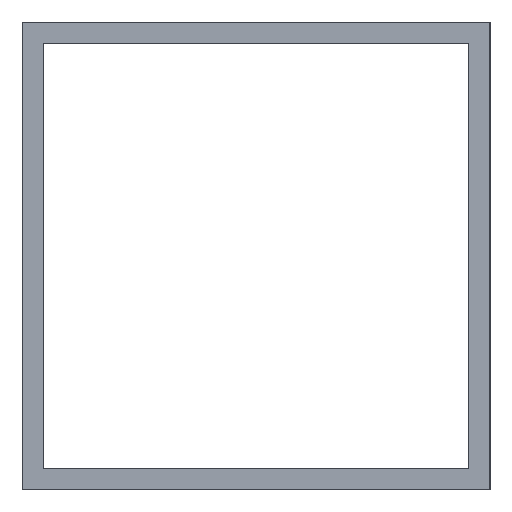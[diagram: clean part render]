
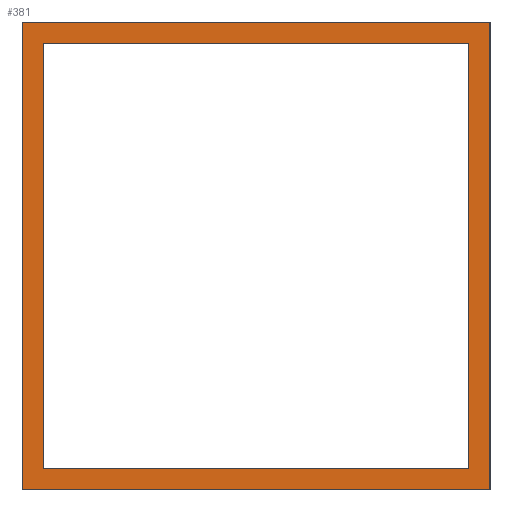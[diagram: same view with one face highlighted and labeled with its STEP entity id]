
A CAD part, left-side view. The second image highlights one B-rep face of the part: STEP entity #381.
In plain terms, the highlighted planar face has unit normal (-1, 0, 0).
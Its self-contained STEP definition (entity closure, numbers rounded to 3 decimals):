
#43=FACE_BOUND('',#80,.T.);
#61=FACE_OUTER_BOUND('',#79,.T.);
#79=EDGE_LOOP('',(#267,#268,#269,#270));
#80=EDGE_LOOP('',(#271,#272,#273,#274));
#115=LINE('',#571,#147);
#116=LINE('',#573,#148);
#117=LINE('',#575,#149);
#118=LINE('',#576,#150);
#119=LINE('',#579,#151);
#120=LINE('',#581,#152);
#121=LINE('',#583,#153);
#122=LINE('',#584,#154);
#147=VECTOR('',#461,10.);
#148=VECTOR('',#462,10.);
#149=VECTOR('',#463,10.);
#150=VECTOR('',#464,10.);
#151=VECTOR('',#465,10.);
#152=VECTOR('',#466,10.);
#153=VECTOR('',#467,10.);
#154=VECTOR('',#468,10.);
#179=VERTEX_POINT('',#569);
#180=VERTEX_POINT('',#570);
#181=VERTEX_POINT('',#572);
#182=VERTEX_POINT('',#574);
#183=VERTEX_POINT('',#577);
#184=VERTEX_POINT('',#578);
#185=VERTEX_POINT('',#580);
#186=VERTEX_POINT('',#582);
#215=EDGE_CURVE('',#179,#180,#115,.T.);
#216=EDGE_CURVE('',#180,#181,#116,.T.);
#217=EDGE_CURVE('',#181,#182,#117,.T.);
#218=EDGE_CURVE('',#182,#179,#118,.T.);
#219=EDGE_CURVE('',#183,#184,#119,.T.);
#220=EDGE_CURVE('',#184,#185,#120,.T.);
#221=EDGE_CURVE('',#185,#186,#121,.T.);
#222=EDGE_CURVE('',#186,#183,#122,.T.);
#267=ORIENTED_EDGE('',*,*,#215,.T.);
#268=ORIENTED_EDGE('',*,*,#216,.T.);
#269=ORIENTED_EDGE('',*,*,#217,.T.);
#270=ORIENTED_EDGE('',*,*,#218,.T.);
#271=ORIENTED_EDGE('',*,*,#219,.T.);
#272=ORIENTED_EDGE('',*,*,#220,.T.);
#273=ORIENTED_EDGE('',*,*,#221,.T.);
#274=ORIENTED_EDGE('',*,*,#222,.T.);
#371=PLANE('',#419);
#381=ADVANCED_FACE('',(#61,#43),#371,.T.);
#419=AXIS2_PLACEMENT_3D('',#568,#459,#460);
#459=DIRECTION('center_axis',(-1.,0.,0.));
#460=DIRECTION('ref_axis',(0.,0.,1.));
#461=DIRECTION('',(0.,-1.,0.));
#462=DIRECTION('',(0.,0.,1.));
#463=DIRECTION('',(0.,1.,0.));
#464=DIRECTION('',(0.,0.,-1.));
#465=DIRECTION('',(0.,0.,1.));
#466=DIRECTION('',(0.,-1.,0.));
#467=DIRECTION('',(0.,0.,-1.));
#468=DIRECTION('',(0.,1.,0.));
#568=CARTESIAN_POINT('Origin',(-399.996,50.,50.));
#569=CARTESIAN_POINT('',(-399.996,100.,0.));
#570=CARTESIAN_POINT('',(-399.996,0.,0.));
#571=CARTESIAN_POINT('',(-399.996,100.,0.));
#572=CARTESIAN_POINT('',(-399.996,0.,100.));
#573=CARTESIAN_POINT('',(-399.996,0.,0.));
#574=CARTESIAN_POINT('',(-399.996,100.,100.));
#575=CARTESIAN_POINT('',(-399.996,0.,100.));
#576=CARTESIAN_POINT('',(-399.996,100.,100.));
#577=CARTESIAN_POINT('',(-399.996,95.5,4.5));
#578=CARTESIAN_POINT('',(-399.996,95.5,95.5));
#579=CARTESIAN_POINT('',(-399.996,95.5,4.5));
#580=CARTESIAN_POINT('',(-399.996,4.5,95.5));
#581=CARTESIAN_POINT('',(-399.996,95.5,95.5));
#582=CARTESIAN_POINT('',(-399.996,4.5,4.5));
#583=CARTESIAN_POINT('',(-399.996,4.5,95.5));
#584=CARTESIAN_POINT('',(-399.996,4.5,4.5));
